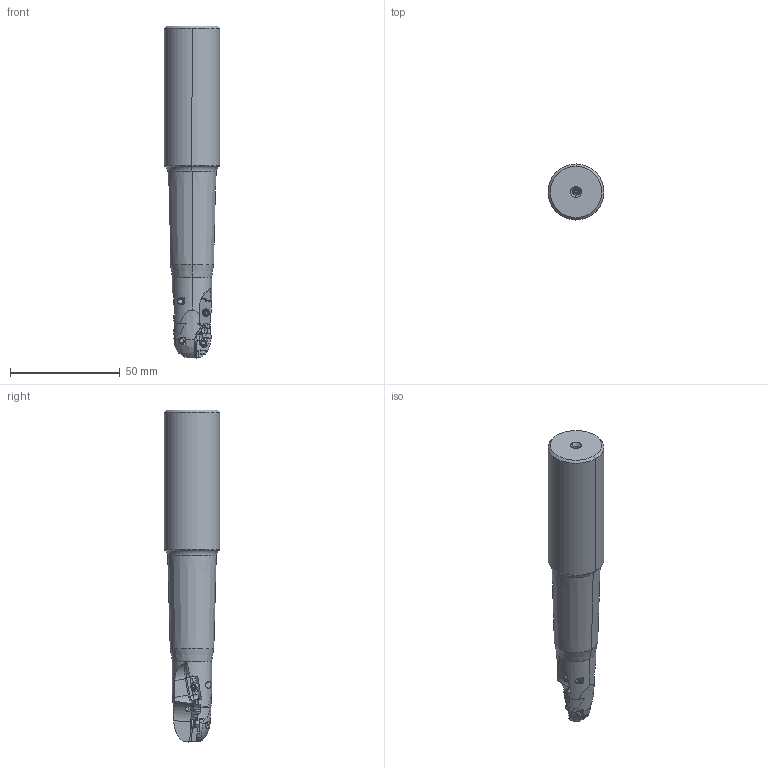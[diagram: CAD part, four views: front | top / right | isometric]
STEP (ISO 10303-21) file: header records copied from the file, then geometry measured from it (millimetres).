
FILE_DESCRIPTION(/* description */ (''),/* implementation_level */ '2;1');
FILE_NAME(/* name */ 'SRM212SAL4.stp',/* time_stamp */ '2017-10-11T11:30:22+09:00',/* author */ (''),/* organization */ (''),/* preprocessor_version */ 'ST-DEVELOPER v16',/* originating_system */ 'SIEMENS PLM Software NX 10.0',/* authorisation */ '');
FILE_SCHEMA (('AUTOMOTIVE_DESIGN { 1 0 10303 214 3 1 1 1 }'));
Length unit declared in the file: millimetre
Products named in the file (1): SRM212SAL4_ASM
Bounding box: 25.4 x 25.4 x 151.1 mm (x, y, z)
Volume: 53726.5 mm3; surface area: 12973.5 mm2
Topology: 5 solids, 5 shells, 364 faces, 1077 edges, 709 vertices
Faces by surface type: cylinder 149, plane 117, cone 65, torus 23, sphere 6, bspline 4
Entity records: 14947 total; most frequent: CARTESIAN_POINT 5221, ORIENTED_EDGE 2110, DIRECTION 1986, EDGE_CURVE 1055, AXIS2_PLACEMENT_3D 817, VERTEX_POINT 705, CIRCLE 393, EDGE_LOOP 380
